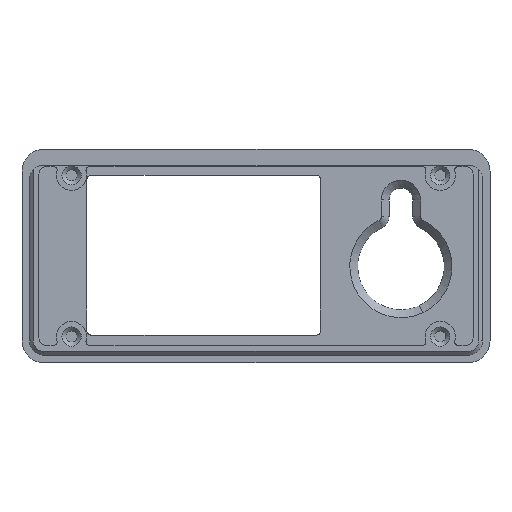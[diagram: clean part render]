
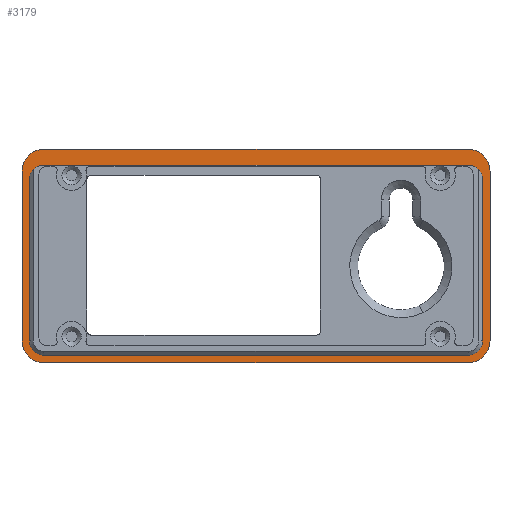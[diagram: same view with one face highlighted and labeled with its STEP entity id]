
A CAD part, top view. The second image highlights one B-rep face of the part: STEP entity #3179.
In plain terms, the highlighted planar face has unit normal (0, 0, 1).
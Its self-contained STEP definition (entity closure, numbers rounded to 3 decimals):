
#2271=CARTESIAN_POINT('',(112.898,-691.265,-184.145));
#2272=VERTEX_POINT('',#2271);
#2279=CARTESIAN_POINT('',(114.509,-695.154,-184.145));
#2280=VERTEX_POINT('',#2279);
#2281=CARTESIAN_POINT('',(109.009,-695.154,-184.145));
#2282=DIRECTION('',(-0.,0.,-1.));
#2283=DIRECTION('',(1.,0.,-0.));
#2284=AXIS2_PLACEMENT_3D('',#2281,#2282,#2283);
#2285=CIRCLE('',#2284,5.5);
#2286=EDGE_CURVE('',#2272,#2280,#2285,.T.);
#2304=CARTESIAN_POINT('',(1.009,-689.654,-184.145));
#2305=VERTEX_POINT('',#2304);
#2312=CARTESIAN_POINT('',(109.009,-689.654,-184.145));
#2313=VERTEX_POINT('',#2312);
#2314=CARTESIAN_POINT('',(1.009,-689.654,-184.145));
#2315=DIRECTION('',(1.,0.,-0.));
#2316=VECTOR('',#2315,108.);
#2317=LINE('',#2314,#2316);
#2318=EDGE_CURVE('',#2305,#2313,#2317,.T.);
#2334=CARTESIAN_POINT('',(-2.88,-691.265,-184.145));
#2335=VERTEX_POINT('',#2334);
#2343=CARTESIAN_POINT('',(-4.491,-695.154,-184.145));
#2344=VERTEX_POINT('',#2343);
#2351=CARTESIAN_POINT('',(1.009,-695.154,-184.145));
#2352=DIRECTION('',(-0.,0.,-1.));
#2353=DIRECTION('',(-1.,-0.,0.));
#2354=AXIS2_PLACEMENT_3D('',#2351,#2352,#2353);
#2355=CIRCLE('',#2354,5.5);
#2356=EDGE_CURVE('',#2344,#2335,#2355,.T.);
#2367=CARTESIAN_POINT('',(-4.491,-738.354,-184.145));
#2368=VERTEX_POINT('',#2367);
#2375=CARTESIAN_POINT('',(-4.491,-695.154,-184.145));
#2376=DIRECTION('',(0.,-1.,-0.));
#2377=VECTOR('',#2376,43.2);
#2378=LINE('',#2375,#2377);
#2379=EDGE_CURVE('',#2344,#2368,#2378,.T.);
#2505=CARTESIAN_POINT('',(-2.88,-742.243,-184.145));
#2506=VERTEX_POINT('',#2505);
#2514=CARTESIAN_POINT('',(1.009,-743.854,-184.145));
#2515=VERTEX_POINT('',#2514);
#2522=CARTESIAN_POINT('',(1.009,-738.354,-184.145));
#2523=DIRECTION('',(-0.,0.,-1.));
#2524=DIRECTION('',(-1.,-0.,0.));
#2525=AXIS2_PLACEMENT_3D('',#2522,#2523,#2524);
#2526=CIRCLE('',#2525,5.5);
#2527=EDGE_CURVE('',#2515,#2506,#2526,.T.);
#2927=CARTESIAN_POINT('',(1.009,-693.654,-184.145));
#2928=VERTEX_POINT('',#2927);
#2936=CARTESIAN_POINT('',(109.009,-693.654,-184.145));
#2937=VERTEX_POINT('',#2936);
#2944=CARTESIAN_POINT('',(1.009,-693.654,-184.145));
#2945=DIRECTION('',(1.,0.,-0.));
#2946=VECTOR('',#2945,108.);
#2947=LINE('',#2944,#2946);
#2948=EDGE_CURVE('',#2928,#2937,#2947,.T.);
#2958=CARTESIAN_POINT('',(111.554,-694.708,-184.145));
#2959=VERTEX_POINT('',#2958);
#2969=CARTESIAN_POINT('',(112.609,-697.254,-184.145));
#2970=VERTEX_POINT('',#2969);
#2977=CARTESIAN_POINT('',(109.009,-697.254,-184.145));
#2978=DIRECTION('',(0.,-0.,1.));
#2979=DIRECTION('',(-0.,1.,0.));
#2980=AXIS2_PLACEMENT_3D('',#2977,#2978,#2979);
#2981=CIRCLE('',#2980,3.6);
#2982=EDGE_CURVE('',#2970,#2959,#2981,.T.);
#2993=CARTESIAN_POINT('',(112.609,-738.354,-184.145));
#2994=VERTEX_POINT('',#2993);
#3001=CARTESIAN_POINT('',(112.609,-697.254,-184.145));
#3002=DIRECTION('',(0.,-1.,-0.));
#3003=VECTOR('',#3002,41.1);
#3004=LINE('',#3001,#3003);
#3005=EDGE_CURVE('',#2970,#2994,#3004,.T.);
#3016=CARTESIAN_POINT('',(111.554,-740.9,-184.145));
#3017=VERTEX_POINT('',#3016);
#3024=CARTESIAN_POINT('',(109.009,-738.354,-184.145));
#3025=DIRECTION('',(0.,-0.,1.));
#3026=DIRECTION('',(0.,-1.,-0.));
#3027=AXIS2_PLACEMENT_3D('',#3024,#3025,#3026);
#3028=CIRCLE('',#3027,3.6);
#3029=EDGE_CURVE('',#3017,#2994,#3028,.T.);
#3042=CARTESIAN_POINT('',(55.011,-718.554,-184.145));
#3043=DIRECTION('',(-0.,0.,-1.));
#3044=DIRECTION('',(-0.,1.,0.));
#3045=AXIS2_PLACEMENT_3D('',#3042,#3043,#3044);
#3046=PLANE('',#3045);
#3047=CARTESIAN_POINT('',(1.009,-695.154,-184.145));
#3048=DIRECTION('',(-0.,0.,-1.));
#3049=DIRECTION('',(-1.,-0.,0.));
#3050=AXIS2_PLACEMENT_3D('',#3047,#3048,#3049);
#3051=CIRCLE('',#3050,5.5);
#3052=EDGE_CURVE('',#2335,#2305,#3051,.T.);
#3053=ORIENTED_EDGE('',*,*,#3052,.F.);
#3054=ORIENTED_EDGE('',*,*,#2356,.F.);
#3055=ORIENTED_EDGE('',*,*,#2379,.T.);
#3056=CARTESIAN_POINT('',(1.009,-738.354,-184.145));
#3057=DIRECTION('',(-0.,0.,-1.));
#3058=DIRECTION('',(-1.,-0.,0.));
#3059=AXIS2_PLACEMENT_3D('',#3056,#3057,#3058);
#3060=CIRCLE('',#3059,5.5);
#3061=EDGE_CURVE('',#2506,#2368,#3060,.T.);
#3062=ORIENTED_EDGE('',*,*,#3061,.F.);
#3063=ORIENTED_EDGE('',*,*,#2527,.F.);
#3064=CARTESIAN_POINT('',(109.009,-743.854,-184.145));
#3065=VERTEX_POINT('',#3064);
#3066=CARTESIAN_POINT('',(109.009,-743.854,-184.145));
#3067=DIRECTION('',(-1.,-0.,0.));
#3068=VECTOR('',#3067,108.);
#3069=LINE('',#3066,#3068);
#3070=EDGE_CURVE('',#3065,#2515,#3069,.T.);
#3071=ORIENTED_EDGE('',*,*,#3070,.F.);
#3072=CARTESIAN_POINT('',(112.898,-742.243,-184.145));
#3073=VERTEX_POINT('',#3072);
#3074=CARTESIAN_POINT('',(109.009,-738.354,-184.145));
#3075=DIRECTION('',(-0.,0.,-1.));
#3076=DIRECTION('',(1.,0.,-0.));
#3077=AXIS2_PLACEMENT_3D('',#3074,#3075,#3076);
#3078=CIRCLE('',#3077,5.5);
#3079=EDGE_CURVE('',#3073,#3065,#3078,.T.);
#3080=ORIENTED_EDGE('',*,*,#3079,.F.);
#3081=CARTESIAN_POINT('',(114.509,-738.354,-184.145));
#3082=VERTEX_POINT('',#3081);
#3083=CARTESIAN_POINT('',(109.009,-738.354,-184.145));
#3084=DIRECTION('',(-0.,0.,-1.));
#3085=DIRECTION('',(1.,0.,-0.));
#3086=AXIS2_PLACEMENT_3D('',#3083,#3084,#3085);
#3087=CIRCLE('',#3086,5.5);
#3088=EDGE_CURVE('',#3082,#3073,#3087,.T.);
#3089=ORIENTED_EDGE('',*,*,#3088,.F.);
#3090=CARTESIAN_POINT('',(114.509,-738.354,-184.145));
#3091=DIRECTION('',(-0.,1.,0.));
#3092=VECTOR('',#3091,43.2);
#3093=LINE('',#3090,#3092);
#3094=EDGE_CURVE('',#3082,#2280,#3093,.T.);
#3095=ORIENTED_EDGE('',*,*,#3094,.T.);
#3096=ORIENTED_EDGE('',*,*,#2286,.F.);
#3097=CARTESIAN_POINT('',(109.009,-695.154,-184.145));
#3098=DIRECTION('',(-0.,0.,-1.));
#3099=DIRECTION('',(1.,0.,-0.));
#3100=AXIS2_PLACEMENT_3D('',#3097,#3098,#3099);
#3101=CIRCLE('',#3100,5.5);
#3102=EDGE_CURVE('',#2313,#2272,#3101,.T.);
#3103=ORIENTED_EDGE('',*,*,#3102,.F.);
#3104=ORIENTED_EDGE('',*,*,#2318,.F.);
#3105=EDGE_LOOP('',(#3053,#3054,#3055,#3062,#3063,#3071,#3080,#3089,#3095,#3096,#3103,#3104));
#3106=FACE_BOUND('',#3105,.T.);
#3107=ORIENTED_EDGE('',*,*,#3005,.T.);
#3108=ORIENTED_EDGE('',*,*,#3029,.F.);
#3109=CARTESIAN_POINT('',(109.009,-741.954,-184.145));
#3110=VERTEX_POINT('',#3109);
#3111=CARTESIAN_POINT('',(109.009,-738.354,-184.145));
#3112=DIRECTION('',(0.,-0.,1.));
#3113=DIRECTION('',(0.,-1.,-0.));
#3114=AXIS2_PLACEMENT_3D('',#3111,#3112,#3113);
#3115=CIRCLE('',#3114,3.6);
#3116=EDGE_CURVE('',#3110,#3017,#3115,.T.);
#3117=ORIENTED_EDGE('',*,*,#3116,.F.);
#3118=CARTESIAN_POINT('',(1.009,-741.954,-184.145));
#3119=VERTEX_POINT('',#3118);
#3120=CARTESIAN_POINT('',(109.009,-741.954,-184.145));
#3121=DIRECTION('',(-1.,-0.,0.));
#3122=VECTOR('',#3121,108.);
#3123=LINE('',#3120,#3122);
#3124=EDGE_CURVE('',#3110,#3119,#3123,.T.);
#3125=ORIENTED_EDGE('',*,*,#3124,.T.);
#3126=CARTESIAN_POINT('',(-1.537,-740.9,-184.145));
#3127=VERTEX_POINT('',#3126);
#3128=CARTESIAN_POINT('',(1.009,-738.354,-184.145));
#3129=DIRECTION('',(0.,-0.,1.));
#3130=DIRECTION('',(-0.,1.,0.));
#3131=AXIS2_PLACEMENT_3D('',#3128,#3129,#3130);
#3132=CIRCLE('',#3131,3.6);
#3133=EDGE_CURVE('',#3127,#3119,#3132,.T.);
#3134=ORIENTED_EDGE('',*,*,#3133,.F.);
#3135=CARTESIAN_POINT('',(-2.591,-738.354,-184.145));
#3136=VERTEX_POINT('',#3135);
#3137=CARTESIAN_POINT('',(1.009,-738.354,-184.145));
#3138=DIRECTION('',(0.,-0.,1.));
#3139=DIRECTION('',(-0.,1.,0.));
#3140=AXIS2_PLACEMENT_3D('',#3137,#3138,#3139);
#3141=CIRCLE('',#3140,3.6);
#3142=EDGE_CURVE('',#3136,#3127,#3141,.T.);
#3143=ORIENTED_EDGE('',*,*,#3142,.F.);
#3144=CARTESIAN_POINT('',(-2.591,-697.254,-184.145));
#3145=VERTEX_POINT('',#3144);
#3146=CARTESIAN_POINT('',(-2.591,-738.354,-184.145));
#3147=DIRECTION('',(-0.,1.,0.));
#3148=VECTOR('',#3147,41.1);
#3149=LINE('',#3146,#3148);
#3150=EDGE_CURVE('',#3136,#3145,#3149,.T.);
#3151=ORIENTED_EDGE('',*,*,#3150,.T.);
#3152=CARTESIAN_POINT('',(-1.537,-694.708,-184.145));
#3153=VERTEX_POINT('',#3152);
#3154=CARTESIAN_POINT('',(1.009,-697.254,-184.145));
#3155=DIRECTION('',(0.,-0.,1.));
#3156=DIRECTION('',(0.,-1.,-0.));
#3157=AXIS2_PLACEMENT_3D('',#3154,#3155,#3156);
#3158=CIRCLE('',#3157,3.6);
#3159=EDGE_CURVE('',#3153,#3145,#3158,.T.);
#3160=ORIENTED_EDGE('',*,*,#3159,.F.);
#3161=CARTESIAN_POINT('',(1.009,-697.254,-184.145));
#3162=DIRECTION('',(0.,-0.,1.));
#3163=DIRECTION('',(0.,-1.,-0.));
#3164=AXIS2_PLACEMENT_3D('',#3161,#3162,#3163);
#3165=CIRCLE('',#3164,3.6);
#3166=EDGE_CURVE('',#2928,#3153,#3165,.T.);
#3167=ORIENTED_EDGE('',*,*,#3166,.F.);
#3168=ORIENTED_EDGE('',*,*,#2948,.T.);
#3169=CARTESIAN_POINT('',(109.009,-697.254,-184.145));
#3170=DIRECTION('',(0.,-0.,1.));
#3171=DIRECTION('',(-0.,1.,0.));
#3172=AXIS2_PLACEMENT_3D('',#3169,#3170,#3171);
#3173=CIRCLE('',#3172,3.6);
#3174=EDGE_CURVE('',#2959,#2937,#3173,.T.);
#3175=ORIENTED_EDGE('',*,*,#3174,.F.);
#3176=ORIENTED_EDGE('',*,*,#2982,.F.);
#3177=EDGE_LOOP('',(#3107,#3108,#3117,#3125,#3134,#3143,#3151,#3160,#3167,#3168,#3175,#3176));
#3178=FACE_BOUND('',#3177,.T.);
#3179=ADVANCED_FACE('',(#3106,#3178),#3046,.F.);
